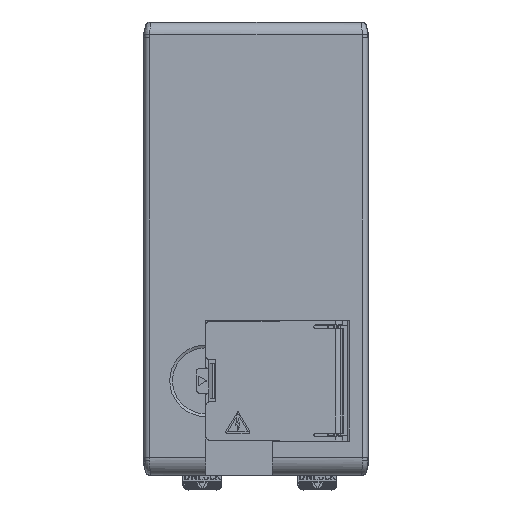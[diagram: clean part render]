
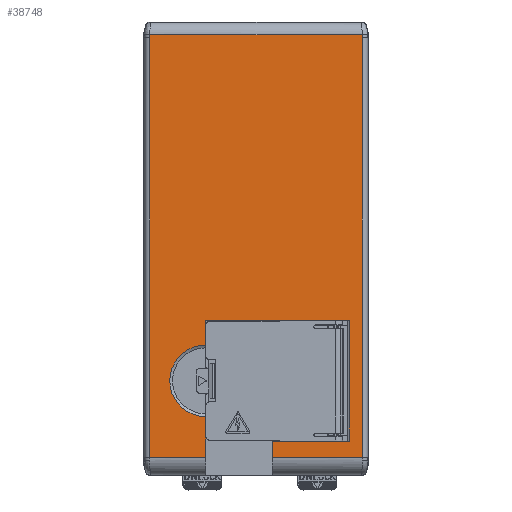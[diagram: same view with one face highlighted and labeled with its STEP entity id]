
A CAD part, top view. The second image highlights one B-rep face of the part: STEP entity #38748.
In plain terms, the highlighted planar face has unit normal (0, 0, 1).
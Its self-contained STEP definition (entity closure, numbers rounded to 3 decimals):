
#881 = VERTEX_POINT ( 'NONE', #31105 ) ;
#902 = VERTEX_POINT ( 'NONE', #31131 ) ;
#929 = EDGE_CURVE ( 'NONE', #902, #881, #31149, .T. ) ;
#962 = VERTEX_POINT ( 'NONE', #31214 ) ;
#978 = VERTEX_POINT ( 'NONE', #31247 ) ;
#980 = VERTEX_POINT ( 'NONE', #31246 ) ;
#1002 = EDGE_CURVE ( 'NONE', #962, #978, #31328, .T. ) ;
#1040 = EDGE_CURVE ( 'NONE', #978, #980, #31394, .T. ) ;
#7259 = DIRECTION ( 'NONE',  ( -1., 0., 0. ) ) ;
#7260 = DIRECTION ( 'NONE',  ( 0., 0., 1. ) ) ;
#7261 = CARTESIAN_POINT ( 'NONE',  ( 0., 0., -94.486 ) ) ;
#7262 = AXIS2_PLACEMENT_3D ( 'NONE', #7261, #7260, #7259 ) ;
#7267 = FACE_OUTER_BOUND ( 'NONE', #38750, .T. ) ;
#7269 = PLANE ( 'NONE',  #7262 ) ;
#7310 = DIRECTION ( 'NONE',  ( -1., 0., 0. ) ) ;
#7311 = DIRECTION ( 'NONE',  ( 0., 0., -1. ) ) ;
#7312 = CARTESIAN_POINT ( 'NONE',  ( -24.494, 18.397, -94.486 ) ) ;
#7313 = AXIS2_PLACEMENT_3D ( 'NONE', #7312, #7311, #7310 ) ;
#7314 = CIRCLE ( 'NONE', #7313, 10.099 ) ;
#7353 = DIRECTION ( 'NONE',  ( 0., -1., 0. ) ) ;
#7354 = VECTOR ( 'NONE', #7353, 1000. ) ;
#7355 = CARTESIAN_POINT ( 'NONE',  ( 16.106, 0., -94.486 ) ) ;
#7356 = LINE ( 'NONE', #7355, #7354 ) ;
#7396 = DIRECTION ( 'NONE',  ( 1., 0., 0. ) ) ;
#7397 = DIRECTION ( 'NONE',  ( 0., 0., 1. ) ) ;
#7398 = CARTESIAN_POINT ( 'NONE',  ( 9.499, 115.279, -94.486 ) ) ;
#7399 = AXIS2_PLACEMENT_3D ( 'NONE', #7398, #7397, #7396 ) ;
#7400 = CIRCLE ( 'NONE', #7399, 10.336 ) ;
#9065 = CARTESIAN_POINT ( 'NONE',  ( -40.285, 116.161, -94.486 ) ) ;
#9066 = CARTESIAN_POINT ( 'NONE',  ( 19.798, 116.161, -94.486 ) ) ;
#9067 = DIRECTION ( 'NONE',  ( -1., 0., 0. ) ) ;
#9068 = VECTOR ( 'NONE', #9067, 1000. ) ;
#9069 = CARTESIAN_POINT ( 'NONE',  ( 0., 116.161, -94.486 ) ) ;
#9070 = LINE ( 'NONE', #9069, #9068 ) ;
#9077 = DIRECTION ( 'NONE',  ( 0., -1., 0. ) ) ;
#9078 = VECTOR ( 'NONE', #9077, 1000. ) ;
#9079 = CARTESIAN_POINT ( 'NONE',  ( -40.323, 0., -94.486 ) ) ;
#9080 = LINE ( 'NONE', #9079, #9078 ) ;
#9081 = CARTESIAN_POINT ( 'NONE',  ( -40.323, -3.222, -94.486 ) ) ;
#9088 = CARTESIAN_POINT ( 'NONE',  ( 19.836, -3.222, -94.486 ) ) ;
#9089 = DIRECTION ( 'NONE',  ( 0., 1., 0. ) ) ;
#9090 = VECTOR ( 'NONE', #9089, 1000. ) ;
#9091 = CARTESIAN_POINT ( 'NONE',  ( 19.836, 0., -94.486 ) ) ;
#9092 = LINE ( 'NONE', #9091, #9090 ) ;
#9093 = CARTESIAN_POINT ( 'NONE',  ( 19.836, 115.323, -94.486 ) ) ;
#9112 = CARTESIAN_POINT ( 'NONE',  ( -40.323, 115.323, -94.486 ) ) ;
#9367 = DIRECTION ( 'NONE',  ( 1., 0., 0. ) ) ;
#9368 = DIRECTION ( 'NONE',  ( 0., 0., 1. ) ) ;
#9369 = CARTESIAN_POINT ( 'NONE',  ( -29.987, 115.279, -94.486 ) ) ;
#9370 = AXIS2_PLACEMENT_3D ( 'NONE', #9369, #9368, #9367 ) ;
#9371 = CIRCLE ( 'NONE', #9370, 10.336 ) ;
#9616 = DIRECTION ( 'NONE',  ( 1., 0., 0. ) ) ;
#9617 = VECTOR ( 'NONE', #9616, 1000. ) ;
#9618 = CARTESIAN_POINT ( 'NONE',  ( 0., -3.222, -94.486 ) ) ;
#9619 = LINE ( 'NONE', #9618, #9617 ) ;
#14096 = EDGE_CURVE ( 'NONE', #37628, #39910, #21186, .T. ) ;
#21180 = DIRECTION ( 'NONE',  ( 1., 0., 0. ) ) ;
#21182 = VECTOR ( 'NONE', #21180, 1000. ) ;
#21184 = CARTESIAN_POINT ( 'NONE',  ( 0., -3.222, -94.486 ) ) ;
#21186 = LINE ( 'NONE', #21184, #21182 ) ;
#26635 = CARTESIAN_POINT ( 'NONE',  ( -5.594, -3.222, -94.486 ) ) ;
#26640 = DIRECTION ( 'NONE',  ( 0., -1., 0. ) ) ;
#26641 = VECTOR ( 'NONE', #26640, 1000. ) ;
#26642 = CARTESIAN_POINT ( 'NONE',  ( -5.594, 0., -94.486 ) ) ;
#26653 = LINE ( 'NONE', #26642, #26641 ) ;
#26678 = CARTESIAN_POINT ( 'NONE',  ( 16.106, 1.38, -94.486 ) ) ;
#26679 = DIRECTION ( 'NONE',  ( -1., 0., 0. ) ) ;
#26680 = VECTOR ( 'NONE', #26679, 1000. ) ;
#26682 = CARTESIAN_POINT ( 'NONE',  ( 0., 1.38, -94.486 ) ) ;
#26683 = LINE ( 'NONE', #26682, #26680 ) ;
#26690 = CARTESIAN_POINT ( 'NONE',  ( -5.594, 1.38, -94.486 ) ) ;
#31105 = CARTESIAN_POINT ( 'NONE',  ( -24.494, 8.298, -94.486 ) ) ;
#31131 = CARTESIAN_POINT ( 'NONE',  ( -24.494, -3.222, -94.486 ) ) ;
#31146 = DIRECTION ( 'NONE',  ( 0., 1., 0. ) ) ;
#31147 = VECTOR ( 'NONE', #31146, 1000. ) ;
#31148 = CARTESIAN_POINT ( 'NONE',  ( -24.494, 0., -94.486 ) ) ;
#31149 = LINE ( 'NONE', #31148, #31147 ) ;
#31214 = CARTESIAN_POINT ( 'NONE',  ( -24.494, 28.496, -94.486 ) ) ;
#31246 = CARTESIAN_POINT ( 'NONE',  ( 16.106, 35.46, -94.486 ) ) ;
#31247 = CARTESIAN_POINT ( 'NONE',  ( -24.494, 35.46, -94.486 ) ) ;
#31325 = DIRECTION ( 'NONE',  ( 0., 1., 0. ) ) ;
#31326 = VECTOR ( 'NONE', #31325, 1000. ) ;
#31327 = CARTESIAN_POINT ( 'NONE',  ( -24.494, 0., -94.486 ) ) ;
#31328 = LINE ( 'NONE', #31327, #31326 ) ;
#31391 = DIRECTION ( 'NONE',  ( 1., 0., 0. ) ) ;
#31392 = VECTOR ( 'NONE', #31391, 1000. ) ;
#31393 = CARTESIAN_POINT ( 'NONE',  ( 0., 35.46, -94.486 ) ) ;
#31394 = LINE ( 'NONE', #31393, #31392 ) ;
#37615 = VERTEX_POINT ( 'NONE', #26690 ) ;
#37617 = EDGE_CURVE ( 'NONE', #37618, #37615, #26683, .T. ) ;
#37618 = VERTEX_POINT ( 'NONE', #26678 ) ;
#37627 = EDGE_CURVE ( 'NONE', #37615, #37628, #26653, .T. ) ;
#37628 = VERTEX_POINT ( 'NONE', #26635 ) ;
#38748 = ADVANCED_FACE ( 'NONE', ( #7267 ), #7269, .T. ) ;
#38750 = EDGE_LOOP ( 'NONE', ( #38752, #38786, #38788, #38791, #38794, #38797, #38800, #38803, #38805, #38842, #38844, #38847, #38767, #38770 ) ) ;
#38752 = ORIENTED_EDGE ( 'NONE', *, *, #38783, .T. ) ;
#38765 = EDGE_CURVE ( 'NONE', #881, #962, #7314, .T. ) ;
#38767 = ORIENTED_EDGE ( 'NONE', *, *, #1002, .T. ) ;
#38770 = ORIENTED_EDGE ( 'NONE', *, *, #1040, .T. ) ;
#38783 = EDGE_CURVE ( 'NONE', #980, #37618, #7356, .T. ) ;
#38786 = ORIENTED_EDGE ( 'NONE', *, *, #37617, .T. ) ;
#38788 = ORIENTED_EDGE ( 'NONE', *, *, #37627, .T. ) ;
#38791 = ORIENTED_EDGE ( 'NONE', *, *, #14096, .T. ) ;
#38794 = ORIENTED_EDGE ( 'NONE', *, *, #39909, .T. ) ;
#38797 = ORIENTED_EDGE ( 'NONE', *, *, #38798, .T. ) ;
#38798 = EDGE_CURVE ( 'NONE', #39907, #39921, #7400, .T. ) ;
#38800 = ORIENTED_EDGE ( 'NONE', *, *, #39920, .T. ) ;
#38803 = ORIENTED_EDGE ( 'NONE', *, *, #40017, .T. ) ;
#38805 = ORIENTED_EDGE ( 'NONE', *, *, #39916, .T. ) ;
#38842 = ORIENTED_EDGE ( 'NONE', *, *, #40108, .T. ) ;
#38844 = ORIENTED_EDGE ( 'NONE', *, *, #929, .T. ) ;
#38847 = ORIENTED_EDGE ( 'NONE', *, *, #38765, .T. ) ;
#39907 = VERTEX_POINT ( 'NONE', #9093 ) ;
#39909 = EDGE_CURVE ( 'NONE', #39910, #39907, #9092, .T. ) ;
#39910 = VERTEX_POINT ( 'NONE', #9088 ) ;
#39914 = VERTEX_POINT ( 'NONE', #9081 ) ;
#39916 = EDGE_CURVE ( 'NONE', #39934, #39914, #9080, .T. ) ;
#39920 = EDGE_CURVE ( 'NONE', #39921, #39922, #9070, .T. ) ;
#39921 = VERTEX_POINT ( 'NONE', #9066 ) ;
#39922 = VERTEX_POINT ( 'NONE', #9065 ) ;
#39934 = VERTEX_POINT ( 'NONE', #9112 ) ;
#40017 = EDGE_CURVE ( 'NONE', #39922, #39934, #9371, .T. ) ;
#40108 = EDGE_CURVE ( 'NONE', #39914, #902, #9619, .T. ) ;
